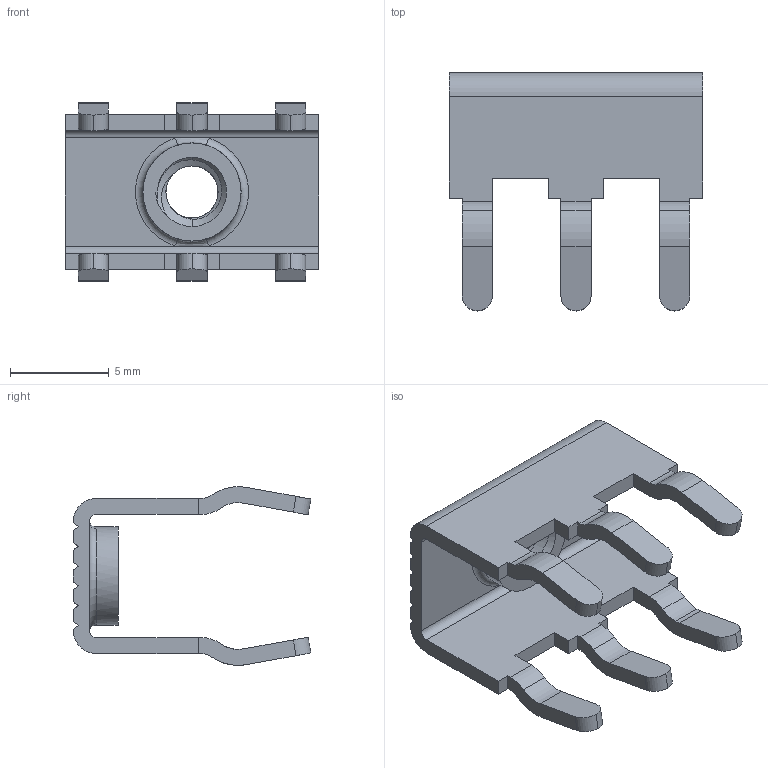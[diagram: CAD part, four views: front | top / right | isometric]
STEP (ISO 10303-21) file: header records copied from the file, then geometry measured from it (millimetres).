
FILE_DESCRIPTION (( 'STEP AP214' ), '1' );
FILE_NAME ('8197.STEP', '2023-02-28T16:06:11', ( '' ), ( '' ), 'SwSTEP 2.0', 'SolidWorks 2021', '' );
FILE_SCHEMA (( 'AUTOMOTIVE_DESIGN' ));
Length unit declared in the file: inch
Products named in the file (1): 8197
Bounding box: 12.88 x 12.06 x 9.07 mm (x, y, z)
Volume: 232.5 mm3; surface area: 717.3 mm2
Topology: 1 solids, 1 shells, 144 faces, 426 edges, 283 vertices
Faces by surface type: plane 78, cylinder 44, cone 15, bspline 5, torus 2
Entity records: 7076 total; most frequent: CARTESIAN_POINT 3205, ORIENTED_EDGE 852, DIRECTION 760, EDGE_CURVE 426, VERTEX_POINT 283, LINE 258, VECTOR 258, AXIS2_PLACEMENT_3D 251
